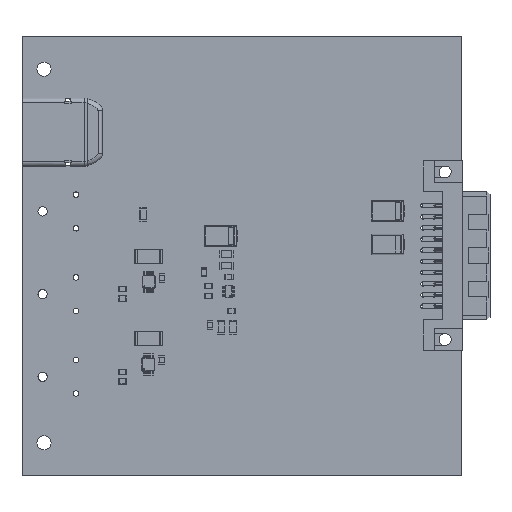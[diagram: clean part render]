
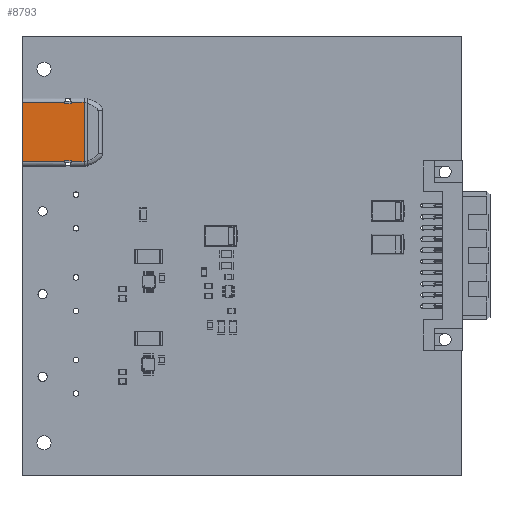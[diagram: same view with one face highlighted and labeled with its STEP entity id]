
A CAD part, top view. The second image highlights one B-rep face of the part: STEP entity #8793.
In plain terms, the highlighted face is planar.
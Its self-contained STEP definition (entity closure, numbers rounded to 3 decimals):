
#5958 = VERTEX_POINT('',#5959);
#5959 = CARTESIAN_POINT('',(-6.75,8.4,-10.35));
#5966 = EDGE_CURVE('',#5967,#5958,#5969,.T.);
#5967 = VERTEX_POINT('',#5968);
#5968 = CARTESIAN_POINT('',(6.75,8.4,-10.35));
#5969 = LINE('',#5970,#5971);
#5970 = CARTESIAN_POINT('',(-6.75,8.4,-10.35));
#5971 = VECTOR('',#5972,1.);
#5972 = DIRECTION('',(-1.,0.,0.));
#6913 = VERTEX_POINT('',#6914);
#6914 = CARTESIAN_POINT('',(6.75,8.4,-0.75));
#6921 = EDGE_CURVE('',#6913,#6922,#6924,.T.);
#6922 = VERTEX_POINT('',#6923);
#6923 = CARTESIAN_POINT('',(6.5,8.4,-0.75));
#6924 = LINE('',#6925,#6926);
#6925 = CARTESIAN_POINT('',(7.,8.4,-0.75));
#6926 = VECTOR('',#6927,1.);
#6927 = DIRECTION('',(-1.,0.,0.));
#6946 = EDGE_CURVE('',#6922,#6947,#6949,.T.);
#6947 = VERTEX_POINT('',#6948);
#6948 = CARTESIAN_POINT('',(6.5,8.4,0.75));
#6949 = LINE('',#6950,#6951);
#6950 = CARTESIAN_POINT('',(6.5,8.4,-0.75));
#6951 = VECTOR('',#6952,1.);
#6952 = DIRECTION('',(0.,0.,1.));
#6970 = VERTEX_POINT('',#6971);
#6971 = CARTESIAN_POINT('',(6.75,8.4,0.75));
#6988 = EDGE_CURVE('',#6947,#6970,#6989,.T.);
#6989 = LINE('',#6990,#6991);
#6990 = CARTESIAN_POINT('',(7.,8.4,0.75));
#6991 = VECTOR('',#6992,1.);
#6992 = DIRECTION('',(1.,0.,0.));
#7165 = VERTEX_POINT('',#7166);
#7166 = CARTESIAN_POINT('',(-6.75,8.4,0.75));
#7173 = EDGE_CURVE('',#7165,#7174,#7176,.T.);
#7174 = VERTEX_POINT('',#7175);
#7175 = CARTESIAN_POINT('',(-6.5,8.4,0.75));
#7176 = LINE('',#7177,#7178);
#7177 = CARTESIAN_POINT('',(-7.,8.4,0.75));
#7178 = VECTOR('',#7179,1.);
#7179 = DIRECTION('',(1.,0.,0.));
#7198 = EDGE_CURVE('',#7174,#7199,#7201,.T.);
#7199 = VERTEX_POINT('',#7200);
#7200 = CARTESIAN_POINT('',(-6.5,8.4,-0.75));
#7201 = LINE('',#7202,#7203);
#7202 = CARTESIAN_POINT('',(-6.5,8.4,-0.75));
#7203 = VECTOR('',#7204,1.);
#7204 = DIRECTION('',(0.,0.,-1.));
#7222 = VERTEX_POINT('',#7223);
#7223 = CARTESIAN_POINT('',(-6.75,8.4,-0.75));
#7240 = EDGE_CURVE('',#7199,#7222,#7241,.T.);
#7241 = LINE('',#7242,#7243);
#7242 = CARTESIAN_POINT('',(-7.,8.4,-0.75));
#7243 = VECTOR('',#7244,1.);
#7244 = DIRECTION('',(-1.,0.,0.));
#8649 = VERTEX_POINT('',#8650);
#8650 = CARTESIAN_POINT('',(6.75,8.4,3.7));
#8657 = EDGE_CURVE('',#8649,#8658,#8660,.T.);
#8658 = VERTEX_POINT('',#8659);
#8659 = CARTESIAN_POINT('',(-6.75,8.4,3.7));
#8660 = LINE('',#8661,#8662);
#8661 = CARTESIAN_POINT('',(-6.75,8.4,3.7));
#8662 = VECTOR('',#8663,1.);
#8663 = DIRECTION('',(-1.,0.,0.));
#8705 = EDGE_CURVE('',#5958,#7222,#8706,.T.);
#8706 = LINE('',#8707,#8708);
#8707 = CARTESIAN_POINT('',(-6.75,8.4,6.256));
#8708 = VECTOR('',#8709,1.);
#8709 = DIRECTION('',(0.,0.,1.));
#8736 = EDGE_CURVE('',#6913,#5967,#8737,.T.);
#8737 = LINE('',#8738,#8739);
#8738 = CARTESIAN_POINT('',(6.75,8.4,6.256));
#8739 = VECTOR('',#8740,1.);
#8740 = DIRECTION('',(0.,0.,-1.));
#8793 = ADVANCED_FACE('',(#8794),#8818,.T.);
#8794 = FACE_BOUND('',#8795,.T.);
#8795 = EDGE_LOOP('',(#8796,#8797,#8798,#8799,#8800,#8801,#8802,#8803,
    #8804,#8805,#8811,#8812));
#8796 = ORIENTED_EDGE('',*,*,#6988,.F.);
#8797 = ORIENTED_EDGE('',*,*,#6946,.F.);
#8798 = ORIENTED_EDGE('',*,*,#6921,.F.);
#8799 = ORIENTED_EDGE('',*,*,#8736,.T.);
#8800 = ORIENTED_EDGE('',*,*,#5966,.T.);
#8801 = ORIENTED_EDGE('',*,*,#8705,.T.);
#8802 = ORIENTED_EDGE('',*,*,#7240,.F.);
#8803 = ORIENTED_EDGE('',*,*,#7198,.F.);
#8804 = ORIENTED_EDGE('',*,*,#7173,.F.);
#8805 = ORIENTED_EDGE('',*,*,#8806,.T.);
#8806 = EDGE_CURVE('',#7165,#8658,#8807,.T.);
#8807 = LINE('',#8808,#8809);
#8808 = CARTESIAN_POINT('',(-6.75,8.4,6.256));
#8809 = VECTOR('',#8810,1.);
#8810 = DIRECTION('',(0.,0.,1.));
#8811 = ORIENTED_EDGE('',*,*,#8657,.F.);
#8812 = ORIENTED_EDGE('',*,*,#8813,.T.);
#8813 = EDGE_CURVE('',#8649,#6970,#8814,.T.);
#8814 = LINE('',#8815,#8816);
#8815 = CARTESIAN_POINT('',(6.75,8.4,6.256));
#8816 = VECTOR('',#8817,1.);
#8817 = DIRECTION('',(0.,0.,-1.));
#8818 = PLANE('',#8819);
#8819 = AXIS2_PLACEMENT_3D('',#8820,#8821,#8822);
#8820 = CARTESIAN_POINT('',(6.839,8.4,6.256));
#8821 = DIRECTION('',(0.,1.,0.));
#8822 = DIRECTION('',(-1.,0.,0.));
